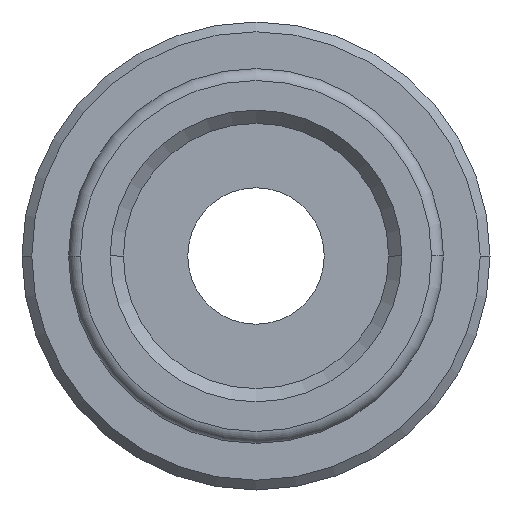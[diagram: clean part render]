
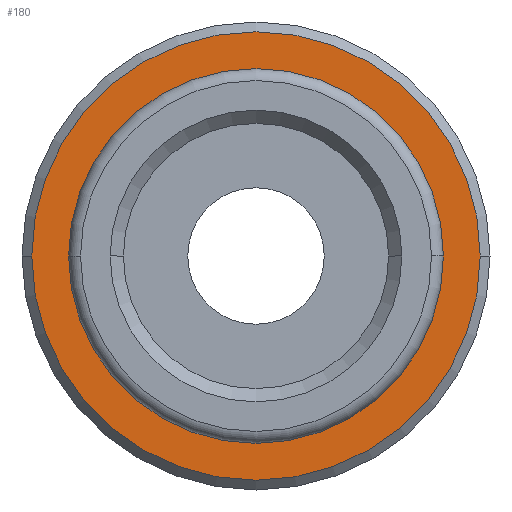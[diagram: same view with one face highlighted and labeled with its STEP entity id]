
A CAD part, front view. The second image highlights one B-rep face of the part: STEP entity #180.
In plain terms, the highlighted planar face has unit normal (0, -1, 0).
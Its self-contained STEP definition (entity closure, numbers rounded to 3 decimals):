
#180=ADVANCED_FACE('',(#389,#390),#391,.T.);
#389=FACE_BOUND('',#624,.T.);
#390=FACE_OUTER_BOUND('',#625,.T.);
#391=PLANE('',#626);
#624=EDGE_LOOP('',(#1057,#1058));
#625=EDGE_LOOP('',(#1059,#1060));
#626=AXIS2_PLACEMENT_3D('',#1061,#1062,#1063);
#1057=ORIENTED_EDGE('',*,*,#1461,.T.);
#1058=ORIENTED_EDGE('',*,*,#1419,.T.);
#1059=ORIENTED_EDGE('',*,*,#1383,.F.);
#1060=ORIENTED_EDGE('',*,*,#1381,.F.);
#1061=CARTESIAN_POINT('',(5.75,3.6,0.0));
#1062=DIRECTION('',(0.,-1.0,0.0));
#1063=DIRECTION('',(-1.0,0.,0.0));
#1381=EDGE_CURVE('',#1647,#1644,#1649,.T.);
#1383=EDGE_CURVE('',#1644,#1647,#1651,.T.);
#1419=EDGE_CURVE('',#1701,#1705,#1707,.T.);
#1461=EDGE_CURVE('',#1705,#1701,#1761,.T.);
#1644=VERTEX_POINT('',#1970);
#1647=VERTEX_POINT('',#1974);
#1649=CIRCLE('',#1977,11.5);
#1651=CIRCLE('',#1979,11.5);
#1701=VERTEX_POINT('',#2037);
#1705=VERTEX_POINT('',#2042);
#1707=CIRCLE('',#2045,9.0);
#1761=CIRCLE('',#2111,9.0);
#1970=CARTESIAN_POINT('',(11.5,3.6,0.0));
#1974=CARTESIAN_POINT('',(-11.5,3.6,0.));
#1977=AXIS2_PLACEMENT_3D('',#2307,#2308,#2309);
#1979=AXIS2_PLACEMENT_3D('',#2310,#2311,#2312);
#2037=CARTESIAN_POINT('',(9.0,3.6,0.));
#2042=CARTESIAN_POINT('',(-9.0,3.6,0.));
#2045=AXIS2_PLACEMENT_3D('',#2371,#2372,#2373);
#2111=AXIS2_PLACEMENT_3D('',#2434,#2435,#2436);
#2307=CARTESIAN_POINT('',(0.0,3.6,0.0));
#2308=DIRECTION('',(-0.0,1.0,0.0));
#2309=DIRECTION('',(1.0,0.0,0.0));
#2310=CARTESIAN_POINT('',(0.0,3.6,0.0));
#2311=DIRECTION('',(-0.0,1.0,0.0));
#2312=DIRECTION('',(1.0,0.0,0.0));
#2371=CARTESIAN_POINT('',(0.0,3.6,0.0));
#2372=DIRECTION('',(0.,1.0,0.0));
#2373=DIRECTION('',(1.0,0.,0.0));
#2434=CARTESIAN_POINT('',(0.0,3.6,0.0));
#2435=DIRECTION('',(0.,1.0,0.0));
#2436=DIRECTION('',(1.0,0.,0.0));
